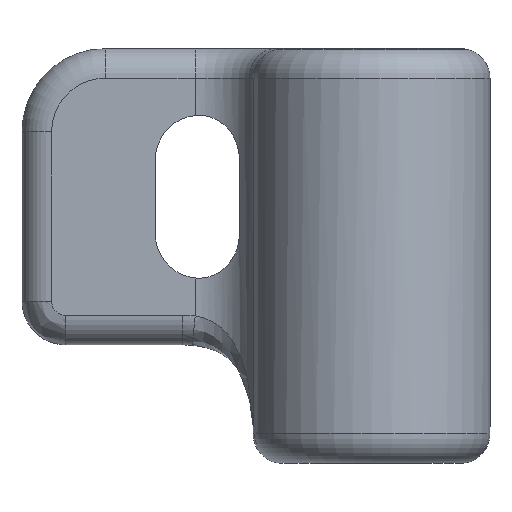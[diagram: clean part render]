
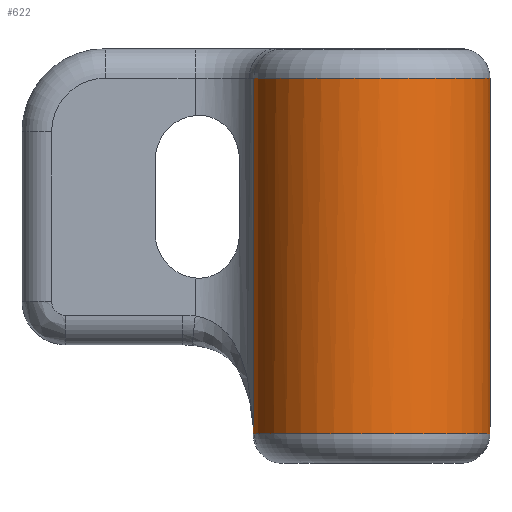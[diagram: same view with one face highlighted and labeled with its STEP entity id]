
A CAD part, left-side view. The second image highlights one B-rep face of the part: STEP entity #622.
In plain terms, the highlighted cylindrical face has radius 4 mm (diameter 8 mm), a full revolution.
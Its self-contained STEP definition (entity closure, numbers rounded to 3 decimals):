
#48=LINE('',#957,#81);
#49=LINE('',#960,#82);
#81=VECTOR('',#759,11.76);
#82=VECTOR('',#762,11.76);
#114=CYLINDRICAL_SURFACE('',#668,4.);
#130=FACE_BOUND('',#181,.T.);
#137=FACE_OUTER_BOUND('',#180,.T.);
#180=EDGE_LOOP('',(#427,#428,#429,#430));
#181=EDGE_LOOP('',(#431));
#227=CIRCLE('',#666,4.);
#229=CIRCLE('',#669,4.);
#230=CIRCLE('',#670,4.);
#274=VERTEX_POINT('',#948);
#276=VERTEX_POINT('',#953);
#277=VERTEX_POINT('',#954);
#278=VERTEX_POINT('',#956);
#279=VERTEX_POINT('',#958);
#331=EDGE_CURVE('',#274,#274,#227,.T.);
#333=EDGE_CURVE('',#276,#277,#229,.T.);
#334=EDGE_CURVE('',#278,#276,#48,.T.);
#335=EDGE_CURVE('',#279,#278,#230,.T.);
#336=EDGE_CURVE('',#279,#277,#49,.T.);
#427=ORIENTED_EDGE('',*,*,#333,.F.);
#428=ORIENTED_EDGE('',*,*,#334,.F.);
#429=ORIENTED_EDGE('',*,*,#335,.F.);
#430=ORIENTED_EDGE('',*,*,#336,.T.);
#431=ORIENTED_EDGE('',*,*,#331,.F.);
#622=ADVANCED_FACE('',(#137,#130),#114,.T.);
#666=AXIS2_PLACEMENT_3D('',#949,#751,#752);
#668=AXIS2_PLACEMENT_3D('',#952,#755,#756);
#669=AXIS2_PLACEMENT_3D('',#955,#757,#758);
#670=AXIS2_PLACEMENT_3D('',#959,#760,#761);
#751=DIRECTION('center_axis',(0.,0.,-1.));
#752=DIRECTION('ref_axis',(1.,0.,0.));
#755=DIRECTION('center_axis',(0.,0.,1.));
#756=DIRECTION('ref_axis',(0.313,0.95,0.));
#757=DIRECTION('center_axis',(0.,0.,1.));
#758=DIRECTION('ref_axis',(-0.998,-0.063,0.));
#759=DIRECTION('',(0.,0.,1.));
#760=DIRECTION('center_axis',(0.,0.,1.));
#761=DIRECTION('ref_axis',(0.313,0.95,0.));
#762=DIRECTION('',(0.,0.,1.));
#948=CARTESIAN_POINT('',(-4.,0.,-3.));
#949=CARTESIAN_POINT('Origin',(0.,0.,-3.));
#952=CARTESIAN_POINT('Origin',(0.,0.,0.));
#953=CARTESIAN_POINT('',(-0.5,3.969,9.));
#954=CARTESIAN_POINT('',(0.,-4.,9.));
#955=CARTESIAN_POINT('Origin',(0.,0.,9.));
#956=CARTESIAN_POINT('',(-0.5,3.969,-2.76));
#957=CARTESIAN_POINT('',(-0.5,3.969,0.));
#958=CARTESIAN_POINT('',(0.,-4.,-2.76));
#959=CARTESIAN_POINT('Origin',(0.,0.,-2.76));
#960=CARTESIAN_POINT('',(0.,-4.,0.));
